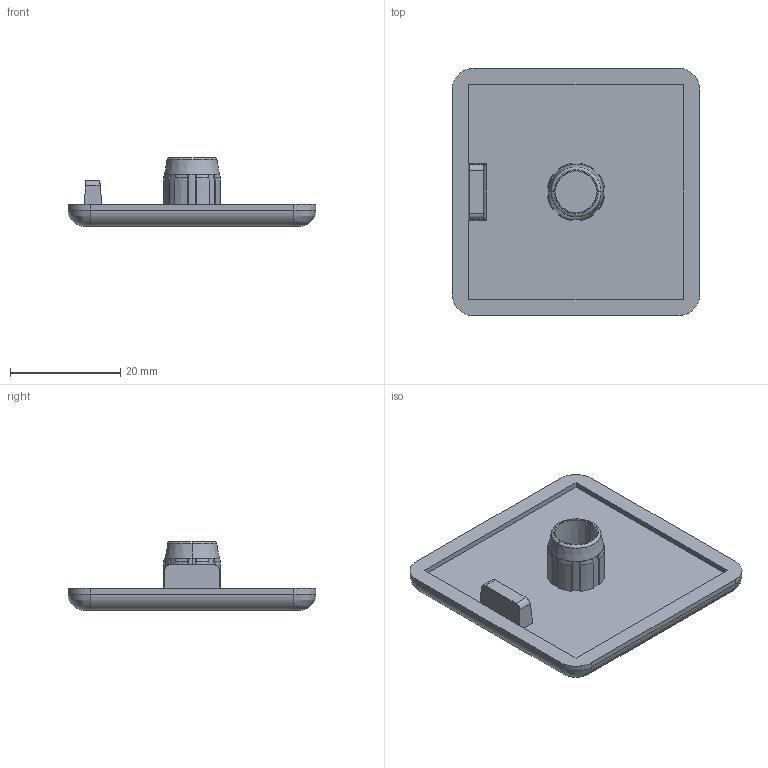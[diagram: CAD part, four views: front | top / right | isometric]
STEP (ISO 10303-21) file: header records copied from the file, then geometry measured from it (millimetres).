
FILE_DESCRIPTION (( 'STEP AP214' ), '1' );
FILE_NAME ('091011S14.STEP', '2021-03-31T06:07:56', ( '' ), ( '' ), 'SwSTEP 2.0', 'SolidWorks 2020', '' );
FILE_SCHEMA (( 'AUTOMOTIVE_DESIGN' ));
Length unit declared in the file: millimetre
Products named in the file (1): 091011S14
Bounding box: 44.97 x 44.97 x 12.5 mm (x, y, z)
Volume: 6659.4 mm3; surface area: 5256.8 mm2
Topology: 1 solids, 1 shells, 81 faces, 216 edges, 140 vertices
Faces by surface type: plane 43, cone 22, cylinder 10, bspline 4, torus 2
Entity records: 2698 total; most frequent: CARTESIAN_POINT 746, ORIENTED_EDGE 432, DIRECTION 370, EDGE_CURVE 216, AXIS2_PLACEMENT_3D 140, VERTEX_POINT 140, LINE 90, VECTOR 90
